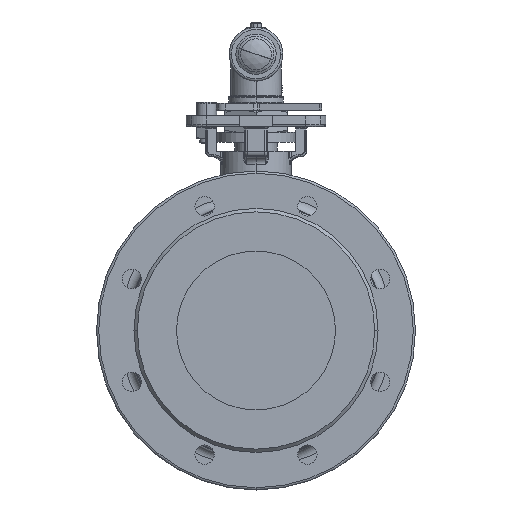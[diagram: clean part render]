
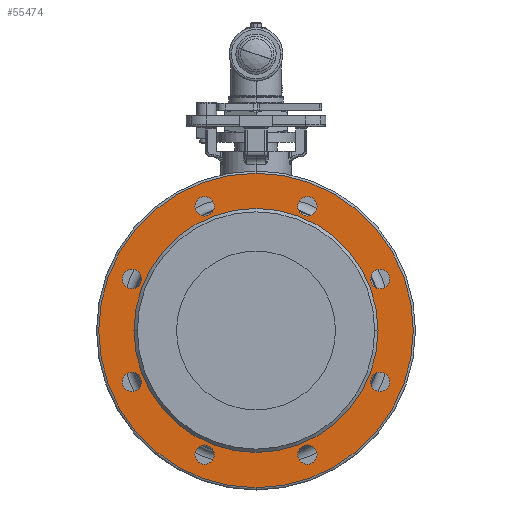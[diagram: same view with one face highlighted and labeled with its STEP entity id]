
A CAD part, left-side view. The second image highlights one B-rep face of the part: STEP entity #55474.
In plain terms, the highlighted planar face has unit normal (-1, 0, 0).
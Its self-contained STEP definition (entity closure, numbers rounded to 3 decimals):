
#10207=CARTESIAN_POINT('',(-109.5,109.,-0.));
#10208=VERTEX_POINT('',#10207);
#10224=CARTESIAN_POINT('',(-109.5,-109.,0.));
#10225=VERTEX_POINT('',#10224);
#10232=CARTESIAN_POINT('',(-109.5,0.,0.));
#10233=DIRECTION('',(1.,0.,0.));
#10234=DIRECTION('',(-0.,1.,0.));
#10235=AXIS2_PLACEMENT_3D('',#10232,#10233,#10234);
#10236=CIRCLE('',#10235,109.);
#10237=EDGE_CURVE('',#10208,#10225,#10236,.T.);
#10247=CARTESIAN_POINT('',(-109.5,110.866,-37.275));
#10248=VERTEX_POINT('',#10247);
#10257=CARTESIAN_POINT('',(-109.5,110.866,-54.569));
#10258=VERTEX_POINT('',#10257);
#10259=CARTESIAN_POINT('',(-109.5,110.866,-45.922));
#10260=DIRECTION('',(1.,0.,-0.));
#10261=DIRECTION('',(0.,0.,1.));
#10262=AXIS2_PLACEMENT_3D('',#10259,#10260,#10261);
#10263=CIRCLE('',#10262,8.647);
#10264=EDGE_CURVE('',#10258,#10248,#10263,.T.);
#10289=CARTESIAN_POINT('',(-109.5,110.866,54.569));
#10290=VERTEX_POINT('',#10289);
#10299=CARTESIAN_POINT('',(-109.5,110.866,37.275));
#10300=VERTEX_POINT('',#10299);
#10301=CARTESIAN_POINT('',(-109.5,110.866,45.922));
#10302=DIRECTION('',(1.,0.,-0.));
#10303=DIRECTION('',(0.,0.,1.));
#10304=AXIS2_PLACEMENT_3D('',#10301,#10302,#10303);
#10305=CIRCLE('',#10304,8.647);
#10306=EDGE_CURVE('',#10300,#10290,#10305,.T.);
#10331=CARTESIAN_POINT('',(-109.5,45.922,119.513));
#10332=VERTEX_POINT('',#10331);
#10341=CARTESIAN_POINT('',(-109.5,45.922,102.219));
#10342=VERTEX_POINT('',#10341);
#10343=CARTESIAN_POINT('',(-109.5,45.922,110.866));
#10344=DIRECTION('',(1.,0.,-0.));
#10345=DIRECTION('',(0.,0.,1.));
#10346=AXIS2_PLACEMENT_3D('',#10343,#10344,#10345);
#10347=CIRCLE('',#10346,8.647);
#10348=EDGE_CURVE('',#10342,#10332,#10347,.T.);
#10373=CARTESIAN_POINT('',(-109.5,-45.922,119.513));
#10374=VERTEX_POINT('',#10373);
#10383=CARTESIAN_POINT('',(-109.5,-45.922,102.219));
#10384=VERTEX_POINT('',#10383);
#10385=CARTESIAN_POINT('',(-109.5,-45.922,110.866));
#10386=DIRECTION('',(1.,0.,-0.));
#10387=DIRECTION('',(0.,0.,1.));
#10388=AXIS2_PLACEMENT_3D('',#10385,#10386,#10387);
#10389=CIRCLE('',#10388,8.647);
#10390=EDGE_CURVE('',#10384,#10374,#10389,.T.);
#10415=CARTESIAN_POINT('',(-109.5,-110.866,54.569));
#10416=VERTEX_POINT('',#10415);
#10425=CARTESIAN_POINT('',(-109.5,-110.866,37.275));
#10426=VERTEX_POINT('',#10425);
#10427=CARTESIAN_POINT('',(-109.5,-110.866,45.922));
#10428=DIRECTION('',(1.,0.,-0.));
#10429=DIRECTION('',(0.,0.,1.));
#10430=AXIS2_PLACEMENT_3D('',#10427,#10428,#10429);
#10431=CIRCLE('',#10430,8.647);
#10432=EDGE_CURVE('',#10426,#10416,#10431,.T.);
#10457=CARTESIAN_POINT('',(-109.5,-110.866,-37.275));
#10458=VERTEX_POINT('',#10457);
#10467=CARTESIAN_POINT('',(-109.5,-110.866,-54.569));
#10468=VERTEX_POINT('',#10467);
#10469=CARTESIAN_POINT('',(-109.5,-110.866,-45.922));
#10470=DIRECTION('',(1.,0.,-0.));
#10471=DIRECTION('',(0.,0.,1.));
#10472=AXIS2_PLACEMENT_3D('',#10469,#10470,#10471);
#10473=CIRCLE('',#10472,8.647);
#10474=EDGE_CURVE('',#10468,#10458,#10473,.T.);
#10499=CARTESIAN_POINT('',(-109.5,-45.922,-102.219));
#10500=VERTEX_POINT('',#10499);
#10509=CARTESIAN_POINT('',(-109.5,-45.922,-119.513));
#10510=VERTEX_POINT('',#10509);
#10511=CARTESIAN_POINT('',(-109.5,-45.922,-110.866));
#10512=DIRECTION('',(1.,0.,-0.));
#10513=DIRECTION('',(0.,0.,1.));
#10514=AXIS2_PLACEMENT_3D('',#10511,#10512,#10513);
#10515=CIRCLE('',#10514,8.647);
#10516=EDGE_CURVE('',#10510,#10500,#10515,.T.);
#10541=CARTESIAN_POINT('',(-109.5,45.922,-102.219));
#10542=VERTEX_POINT('',#10541);
#10551=CARTESIAN_POINT('',(-109.5,45.922,-119.513));
#10552=VERTEX_POINT('',#10551);
#10553=CARTESIAN_POINT('',(-109.5,45.922,-110.866));
#10554=DIRECTION('',(1.,0.,-0.));
#10555=DIRECTION('',(0.,0.,1.));
#10556=AXIS2_PLACEMENT_3D('',#10553,#10554,#10555);
#10557=CIRCLE('',#10556,8.647);
#10558=EDGE_CURVE('',#10552,#10542,#10557,.T.);
#14481=CARTESIAN_POINT('',(-109.5,-0.,-140.5));
#14482=VERTEX_POINT('',#14481);
#14492=CARTESIAN_POINT('',(-109.5,0.,140.5));
#14493=VERTEX_POINT('',#14492);
#14494=CARTESIAN_POINT('',(-109.5,0.,0.));
#14495=DIRECTION('',(1.,0.,0.));
#14496=DIRECTION('',(0.,0.,-1.));
#14497=AXIS2_PLACEMENT_3D('',#14494,#14495,#14496);
#14498=CIRCLE('',#14497,140.5);
#14499=EDGE_CURVE('',#14482,#14493,#14498,.T.);
#55365=CARTESIAN_POINT('',(-109.5,0.,0.));
#55366=DIRECTION('',(1.,0.,0.));
#55367=DIRECTION('',(0.,0.,-1.));
#55368=AXIS2_PLACEMENT_3D('',#55365,#55366,#55367);
#55369=CIRCLE('',#55368,140.5);
#55370=EDGE_CURVE('',#14493,#14482,#55369,.T.);
#55375=CARTESIAN_POINT('',(-109.5,125.75,0.));
#55376=DIRECTION('',(-1.,0.,0.));
#55377=DIRECTION('',(0.,0.,1.));
#55378=AXIS2_PLACEMENT_3D('',#55375,#55376,#55377);
#55379=PLANE('',#55378);
#55380=ORIENTED_EDGE('',*,*,#55370,.F.);
#55381=ORIENTED_EDGE('',*,*,#14499,.F.);
#55382=EDGE_LOOP('',(#55380,#55381));
#55383=FACE_BOUND('',#55382,.T.);
#55384=CARTESIAN_POINT('',(-109.5,0.,0.));
#55385=DIRECTION('',(1.,0.,0.));
#55386=DIRECTION('',(-0.,1.,0.));
#55387=AXIS2_PLACEMENT_3D('',#55384,#55385,#55386);
#55388=CIRCLE('',#55387,109.);
#55389=EDGE_CURVE('',#10225,#10208,#55388,.T.);
#55390=ORIENTED_EDGE('',*,*,#55389,.T.);
#55391=ORIENTED_EDGE('',*,*,#10237,.T.);
#55392=EDGE_LOOP('',(#55390,#55391));
#55393=FACE_BOUND('',#55392,.T.);
#55394=ORIENTED_EDGE('',*,*,#10264,.T.);
#55395=CARTESIAN_POINT('',(-109.5,110.866,-45.922));
#55396=DIRECTION('',(1.,0.,-0.));
#55397=DIRECTION('',(0.,0.,1.));
#55398=AXIS2_PLACEMENT_3D('',#55395,#55396,#55397);
#55399=CIRCLE('',#55398,8.647);
#55400=EDGE_CURVE('',#10248,#10258,#55399,.T.);
#55401=ORIENTED_EDGE('',*,*,#55400,.T.);
#55402=EDGE_LOOP('',(#55394,#55401));
#55403=FACE_BOUND('',#55402,.T.);
#55404=ORIENTED_EDGE('',*,*,#10306,.T.);
#55405=CARTESIAN_POINT('',(-109.5,110.866,45.922));
#55406=DIRECTION('',(1.,0.,-0.));
#55407=DIRECTION('',(0.,0.,1.));
#55408=AXIS2_PLACEMENT_3D('',#55405,#55406,#55407);
#55409=CIRCLE('',#55408,8.647);
#55410=EDGE_CURVE('',#10290,#10300,#55409,.T.);
#55411=ORIENTED_EDGE('',*,*,#55410,.T.);
#55412=EDGE_LOOP('',(#55404,#55411));
#55413=FACE_BOUND('',#55412,.T.);
#55414=ORIENTED_EDGE('',*,*,#10348,.T.);
#55415=CARTESIAN_POINT('',(-109.5,45.922,110.866));
#55416=DIRECTION('',(1.,0.,-0.));
#55417=DIRECTION('',(0.,0.,1.));
#55418=AXIS2_PLACEMENT_3D('',#55415,#55416,#55417);
#55419=CIRCLE('',#55418,8.647);
#55420=EDGE_CURVE('',#10332,#10342,#55419,.T.);
#55421=ORIENTED_EDGE('',*,*,#55420,.T.);
#55422=EDGE_LOOP('',(#55414,#55421));
#55423=FACE_BOUND('',#55422,.T.);
#55424=ORIENTED_EDGE('',*,*,#10390,.T.);
#55425=CARTESIAN_POINT('',(-109.5,-45.922,110.866));
#55426=DIRECTION('',(1.,0.,-0.));
#55427=DIRECTION('',(0.,0.,1.));
#55428=AXIS2_PLACEMENT_3D('',#55425,#55426,#55427);
#55429=CIRCLE('',#55428,8.647);
#55430=EDGE_CURVE('',#10374,#10384,#55429,.T.);
#55431=ORIENTED_EDGE('',*,*,#55430,.T.);
#55432=EDGE_LOOP('',(#55424,#55431));
#55433=FACE_BOUND('',#55432,.T.);
#55434=ORIENTED_EDGE('',*,*,#10432,.T.);
#55435=CARTESIAN_POINT('',(-109.5,-110.866,45.922));
#55436=DIRECTION('',(1.,0.,-0.));
#55437=DIRECTION('',(0.,0.,1.));
#55438=AXIS2_PLACEMENT_3D('',#55435,#55436,#55437);
#55439=CIRCLE('',#55438,8.647);
#55440=EDGE_CURVE('',#10416,#10426,#55439,.T.);
#55441=ORIENTED_EDGE('',*,*,#55440,.T.);
#55442=EDGE_LOOP('',(#55434,#55441));
#55443=FACE_BOUND('',#55442,.T.);
#55444=ORIENTED_EDGE('',*,*,#10474,.T.);
#55445=CARTESIAN_POINT('',(-109.5,-110.866,-45.922));
#55446=DIRECTION('',(1.,0.,-0.));
#55447=DIRECTION('',(0.,0.,1.));
#55448=AXIS2_PLACEMENT_3D('',#55445,#55446,#55447);
#55449=CIRCLE('',#55448,8.647);
#55450=EDGE_CURVE('',#10458,#10468,#55449,.T.);
#55451=ORIENTED_EDGE('',*,*,#55450,.T.);
#55452=EDGE_LOOP('',(#55444,#55451));
#55453=FACE_BOUND('',#55452,.T.);
#55454=ORIENTED_EDGE('',*,*,#10516,.T.);
#55455=CARTESIAN_POINT('',(-109.5,-45.922,-110.866));
#55456=DIRECTION('',(1.,0.,-0.));
#55457=DIRECTION('',(0.,0.,1.));
#55458=AXIS2_PLACEMENT_3D('',#55455,#55456,#55457);
#55459=CIRCLE('',#55458,8.647);
#55460=EDGE_CURVE('',#10500,#10510,#55459,.T.);
#55461=ORIENTED_EDGE('',*,*,#55460,.T.);
#55462=EDGE_LOOP('',(#55454,#55461));
#55463=FACE_BOUND('',#55462,.T.);
#55464=ORIENTED_EDGE('',*,*,#10558,.T.);
#55465=CARTESIAN_POINT('',(-109.5,45.922,-110.866));
#55466=DIRECTION('',(1.,0.,-0.));
#55467=DIRECTION('',(0.,0.,1.));
#55468=AXIS2_PLACEMENT_3D('',#55465,#55466,#55467);
#55469=CIRCLE('',#55468,8.647);
#55470=EDGE_CURVE('',#10542,#10552,#55469,.T.);
#55471=ORIENTED_EDGE('',*,*,#55470,.T.);
#55472=EDGE_LOOP('',(#55464,#55471));
#55473=FACE_BOUND('',#55472,.T.);
#55474=ADVANCED_FACE('',(#55383,#55393,#55403,#55413,#55423,#55433,#55443,#55453,#55463,#55473),#55379,.T.);
